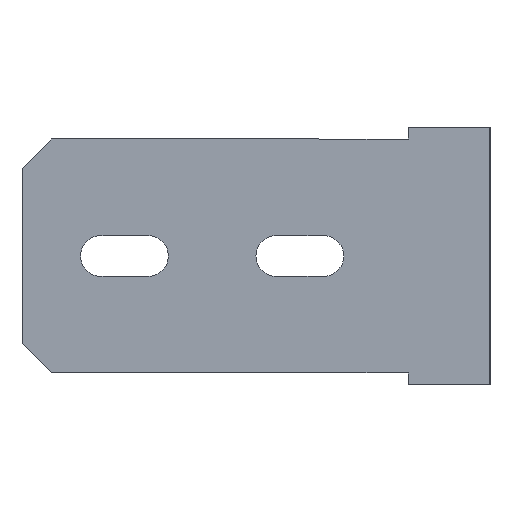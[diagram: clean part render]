
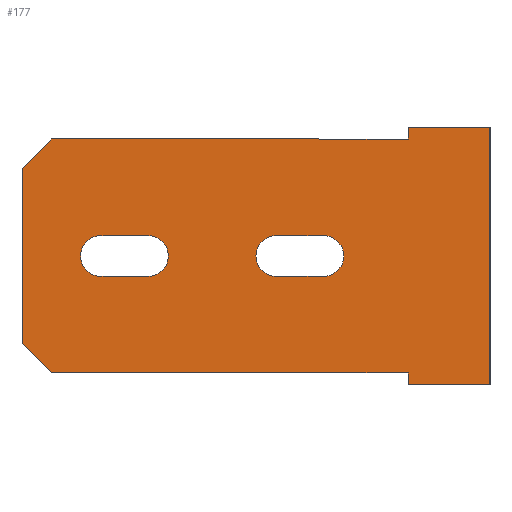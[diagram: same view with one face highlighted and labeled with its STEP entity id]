
A CAD part, left-side view. The second image highlights one B-rep face of the part: STEP entity #177.
In plain terms, the highlighted planar face has unit normal (-1, 0, 0).
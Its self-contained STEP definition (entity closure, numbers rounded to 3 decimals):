
#5 = VECTOR ( 'NONE', #1352, 1000. ) ;
#7 = VERTEX_POINT ( 'NONE', #160 ) ;
#38 = VECTOR ( 'NONE', #1450, 1000. ) ;
#48 = ORIENTED_EDGE ( 'NONE', *, *, #416, .F. ) ;
#57 = LINE ( 'NONE', #1511, #38 ) ;
#155 = ORIENTED_EDGE ( 'NONE', *, *, #797, .T. ) ;
#160 = CARTESIAN_POINT ( 'NONE',  ( -114., 56.5, 23.5 ) ) ;
#177 = ADVANCED_FACE ( 'NONE', ( #744, #750, #752 ), #1163, .F. ) ;
#205 = AXIS2_PLACEMENT_3D ( 'NONE', #1065, #1062, #1047 ) ;
#209 = ORIENTED_EDGE ( 'NONE', *, *, #345, .F. ) ;
#228 = ORIENTED_EDGE ( 'NONE', *, *, #778, .F. ) ;
#268 = ORIENTED_EDGE ( 'NONE', *, *, #338, .T. ) ;
#306 = CARTESIAN_POINT ( 'NONE',  ( -114., 78., 35. ) ) ;
#313 = EDGE_CURVE ( 'NONE', #1503, #1121, #644, .T. ) ;
#338 = EDGE_CURVE ( 'NONE', #375, #1644, #636, .T. ) ;
#345 = EDGE_CURVE ( 'NONE', #881, #1644, #603, .T. ) ;
#357 = EDGE_CURVE ( 'NONE', #881, #904, #585, .T. ) ;
#358 = EDGE_CURVE ( 'NONE', #486, #1503, #583, .T. ) ;
#365 = EDGE_CURVE ( 'NONE', #1121, #1057, #619, .T. ) ;
#375 = VERTEX_POINT ( 'NONE', #1007 ) ;
#377 = EDGE_CURVE ( 'NONE', #1426, #1189, #578, .T. ) ;
#392 = EDGE_CURVE ( 'NONE', #1189, #375, #547, .T. ) ;
#407 = ORIENTED_EDGE ( 'NONE', *, *, #357, .T. ) ;
#409 = EDGE_CURVE ( 'NONE', #1466, #1532, #558, .T. ) ;
#412 = EDGE_CURVE ( 'NONE', #1561, #1466, #537, .T. ) ;
#413 = EDGE_CURVE ( 'NONE', #1186, #1561, #517, .T. ) ;
#416 = EDGE_CURVE ( 'NONE', #1532, #1186, #536, .T. ) ;
#419 = ORIENTED_EDGE ( 'NONE', *, *, #426, .F. ) ;
#424 = EDGE_CURVE ( 'NONE', #1038, #1658, #514, .T. ) ;
#425 = EDGE_CURVE ( 'NONE', #1655, #1038, #507, .T. ) ;
#426 = EDGE_CURVE ( 'NONE', #7, #1655, #457, .T. ) ;
#439 = EDGE_CURVE ( 'NONE', #1658, #7, #455, .T. ) ;
#453 = VECTOR ( 'NONE', #672, 1000. ) ;
#455 = CIRCLE ( 'NONE', #1682, 3.5 ) ;
#457 = LINE ( 'NONE', #705, #453 ) ;
#462 = CARTESIAN_POINT ( 'NONE',  ( -114., 34.5, 16.5 ) ) ;
#479 = VECTOR ( 'NONE', #667, 1000. ) ;
#486 = VERTEX_POINT ( 'NONE', #531 ) ;
#507 = CIRCLE ( 'NONE', #1405, 3.5 ) ;
#511 = VECTOR ( 'NONE', #1454, 1000. ) ;
#514 = LINE ( 'NONE', #668, #479 ) ;
#517 = LINE ( 'NONE', #991, #511 ) ;
#531 = CARTESIAN_POINT ( 'NONE',  ( -114., 73., 40. ) ) ;
#533 = VECTOR ( 'NONE', #1491, 1000. ) ;
#536 = CIRCLE ( 'NONE', #1624, 3.5 ) ;
#537 = CIRCLE ( 'NONE', #700, 3.5 ) ;
#541 = ORIENTED_EDGE ( 'NONE', *, *, #409, .F. ) ;
#547 = LINE ( 'NONE', #989, #552 ) ;
#552 = VECTOR ( 'NONE', #994, 1000. ) ;
#555 = VECTOR ( 'NONE', #847, 1000. ) ;
#558 = LINE ( 'NONE', #1455, #533 ) ;
#563 = DIRECTION ( 'NONE',  ( 0., -1., 0. ) ) ;
#567 = DIRECTION ( 'NONE',  ( -1., 0., 0. ) ) ;
#569 = VECTOR ( 'NONE', #1011, 1000. ) ;
#575 = VECTOR ( 'NONE', #1009, 1000. ) ;
#577 = CARTESIAN_POINT ( 'NONE',  ( -114., 56.5, 20. ) ) ;
#578 = LINE ( 'NONE', #825, #555 ) ;
#583 = LINE ( 'NONE', #951, #575 ) ;
#585 = LINE ( 'NONE', #877, #599 ) ;
#589 = VECTOR ( 'NONE', #822, 1000. ) ;
#599 = VECTOR ( 'NONE', #764, 1000. ) ;
#601 = VECTOR ( 'NONE', #826, 1000. ) ;
#603 = LINE ( 'NONE', #831, #589 ) ;
#609 = DIRECTION ( 'NONE',  ( 0., -1., 0. ) ) ;
#612 = DIRECTION ( 'NONE',  ( -1., 0., 0. ) ) ;
#619 = LINE ( 'NONE', #876, #569 ) ;
#629 = CARTESIAN_POINT ( 'NONE',  ( -114., 64.5, 20. ) ) ;
#630 = VECTOR ( 'NONE', #789, 1000. ) ;
#636 = LINE ( 'NONE', #798, #601 ) ;
#644 = LINE ( 'NONE', #792, #630 ) ;
#655 = DIRECTION ( 'NONE',  ( 0., -1., 0. ) ) ;
#657 = DIRECTION ( 'NONE',  ( -1., 0., 0. ) ) ;
#660 = CARTESIAN_POINT ( 'NONE',  ( -114., 26.5, 20. ) ) ;
#667 = DIRECTION ( 'NONE',  ( 0., -1., 0. ) ) ;
#668 = CARTESIAN_POINT ( 'NONE',  ( -114., 64.5, 16.5 ) ) ;
#672 = DIRECTION ( 'NONE',  ( 0., 1., 0. ) ) ;
#673 = CARTESIAN_POINT ( 'NONE',  ( -114., 64.5, 16.5 ) ) ;
#679 = CARTESIAN_POINT ( 'NONE',  ( -114., 26.5, 16.5 ) ) ;
#680 = DIRECTION ( 'NONE',  ( 0., -1., 0. ) ) ;
#700 = AXIS2_PLACEMENT_3D ( 'NONE', #753, #749, #680 ) ;
#705 = CARTESIAN_POINT ( 'NONE',  ( -114., 64.5, 23.5 ) ) ;
#706 = LINE ( 'NONE', #1365, #5 ) ;
#718 = CARTESIAN_POINT ( 'NONE',  ( -114., -2., 42.001 ) ) ;
#744 = FACE_OUTER_BOUND ( 'NONE', #1081, .T. ) ;
#749 = DIRECTION ( 'NONE',  ( -1., 0., 0. ) ) ;
#750 = FACE_BOUND ( 'NONE', #1052, .T. ) ;
#752 = FACE_BOUND ( 'NONE', #1109, .T. ) ;
#753 = CARTESIAN_POINT ( 'NONE',  ( -114., 34.5, 20. ) ) ;
#764 = DIRECTION ( 'NONE',  ( 0., 0., -1. ) ) ;
#778 = EDGE_CURVE ( 'NONE', #486, #904, #57, .T. ) ;
#789 = DIRECTION ( 'NONE',  ( 0., 0., -1. ) ) ;
#792 = CARTESIAN_POINT ( 'NONE',  ( -114., 78., 40. ) ) ;
#797 = EDGE_CURVE ( 'NONE', #1057, #1426, #706, .T. ) ;
#798 = CARTESIAN_POINT ( 'NONE',  ( -114., -2., 0. ) ) ;
#808 = CARTESIAN_POINT ( 'NONE',  ( -114., 12., 40. ) ) ;
#822 = DIRECTION ( 'NONE',  ( 0., -1., 0. ) ) ;
#825 = CARTESIAN_POINT ( 'NONE',  ( -114., 12., 0. ) ) ;
#826 = DIRECTION ( 'NONE',  ( 0., 0., 1. ) ) ;
#831 = CARTESIAN_POINT ( 'NONE',  ( -114., 12., 42.001 ) ) ;
#847 = DIRECTION ( 'NONE',  ( 0., 0., -1. ) ) ;
#876 = CARTESIAN_POINT ( 'NONE',  ( -114., 73., 0. ) ) ;
#877 = CARTESIAN_POINT ( 'NONE',  ( -114., 12., 40. ) ) ;
#881 = VERTEX_POINT ( 'NONE', #883 ) ;
#883 = CARTESIAN_POINT ( 'NONE',  ( -114., 12., 42.001 ) ) ;
#888 = CARTESIAN_POINT ( 'NONE',  ( -114., 12., 0. ) ) ;
#904 = VERTEX_POINT ( 'NONE', #808 ) ;
#951 = CARTESIAN_POINT ( 'NONE',  ( -114., 78., 35. ) ) ;
#989 = CARTESIAN_POINT ( 'NONE',  ( -114., 12., -2.001 ) ) ;
#991 = CARTESIAN_POINT ( 'NONE',  ( -114., 34.5, 23.5 ) ) ;
#994 = DIRECTION ( 'NONE',  ( 0., -1., 0. ) ) ;
#1000 = ORIENTED_EDGE ( 'NONE', *, *, #439, .F. ) ;
#1004 = CARTESIAN_POINT ( 'NONE',  ( -114., 78., 5. ) ) ;
#1007 = CARTESIAN_POINT ( 'NONE',  ( -114., -2., -2.001 ) ) ;
#1009 = DIRECTION ( 'NONE',  ( 0., 0.707, -0.707 ) ) ;
#1011 = DIRECTION ( 'NONE',  ( 0., -0.707, -0.707 ) ) ;
#1038 = VERTEX_POINT ( 'NONE', #673 ) ;
#1047 = DIRECTION ( 'NONE',  ( 0., 0., -1. ) ) ;
#1052 = EDGE_LOOP ( 'NONE', ( #541, #1190, #1530, #48 ) ) ;
#1057 = VERTEX_POINT ( 'NONE', #1674 ) ;
#1062 = DIRECTION ( 'NONE',  ( 1., 0., 0. ) ) ;
#1065 = CARTESIAN_POINT ( 'NONE',  ( -114., 0., 40. ) ) ;
#1081 = EDGE_LOOP ( 'NONE', ( #268, #209, #407, #228, #1445, #1290, #1606, #155, #1281, #1543 ) ) ;
#1092 = ORIENTED_EDGE ( 'NONE', *, *, #424, .F. ) ;
#1093 = CARTESIAN_POINT ( 'NONE',  ( -114., 26.5, 23.5 ) ) ;
#1109 = EDGE_LOOP ( 'NONE', ( #1092, #1446, #419, #1000 ) ) ;
#1121 = VERTEX_POINT ( 'NONE', #1004 ) ;
#1163 = PLANE ( 'NONE',  #205 ) ;
#1186 = VERTEX_POINT ( 'NONE', #1093 ) ;
#1189 = VERTEX_POINT ( 'NONE', #1235 ) ;
#1190 = ORIENTED_EDGE ( 'NONE', *, *, #412, .F. ) ;
#1235 = CARTESIAN_POINT ( 'NONE',  ( -114., 12., -2.001 ) ) ;
#1277 = CARTESIAN_POINT ( 'NONE',  ( -114., 64.5, 23.5 ) ) ;
#1281 = ORIENTED_EDGE ( 'NONE', *, *, #377, .T. ) ;
#1290 = ORIENTED_EDGE ( 'NONE', *, *, #313, .T. ) ;
#1352 = DIRECTION ( 'NONE',  ( 0., -1., 0. ) ) ;
#1365 = CARTESIAN_POINT ( 'NONE',  ( -114., 0., 0. ) ) ;
#1388 = CARTESIAN_POINT ( 'NONE',  ( -114., 56.5, 16.5 ) ) ;
#1405 = AXIS2_PLACEMENT_3D ( 'NONE', #629, #612, #609 ) ;
#1426 = VERTEX_POINT ( 'NONE', #888 ) ;
#1445 = ORIENTED_EDGE ( 'NONE', *, *, #358, .T. ) ;
#1446 = ORIENTED_EDGE ( 'NONE', *, *, #425, .F. ) ;
#1450 = DIRECTION ( 'NONE',  ( 0., -1., 0. ) ) ;
#1454 = DIRECTION ( 'NONE',  ( 0., 1., 0. ) ) ;
#1455 = CARTESIAN_POINT ( 'NONE',  ( -114., 34.5, 16.5 ) ) ;
#1466 = VERTEX_POINT ( 'NONE', #462 ) ;
#1469 = CARTESIAN_POINT ( 'NONE',  ( -114., 34.5, 23.5 ) ) ;
#1491 = DIRECTION ( 'NONE',  ( 0., -1., 0. ) ) ;
#1503 = VERTEX_POINT ( 'NONE', #306 ) ;
#1511 = CARTESIAN_POINT ( 'NONE',  ( -114., 0., 40. ) ) ;
#1530 = ORIENTED_EDGE ( 'NONE', *, *, #413, .F. ) ;
#1532 = VERTEX_POINT ( 'NONE', #679 ) ;
#1543 = ORIENTED_EDGE ( 'NONE', *, *, #392, .T. ) ;
#1561 = VERTEX_POINT ( 'NONE', #1469 ) ;
#1606 = ORIENTED_EDGE ( 'NONE', *, *, #365, .T. ) ;
#1624 = AXIS2_PLACEMENT_3D ( 'NONE', #660, #657, #655 ) ;
#1644 = VERTEX_POINT ( 'NONE', #718 ) ;
#1655 = VERTEX_POINT ( 'NONE', #1277 ) ;
#1658 = VERTEX_POINT ( 'NONE', #1388 ) ;
#1674 = CARTESIAN_POINT ( 'NONE',  ( -114., 73., 0. ) ) ;
#1682 = AXIS2_PLACEMENT_3D ( 'NONE', #577, #567, #563 ) ;
